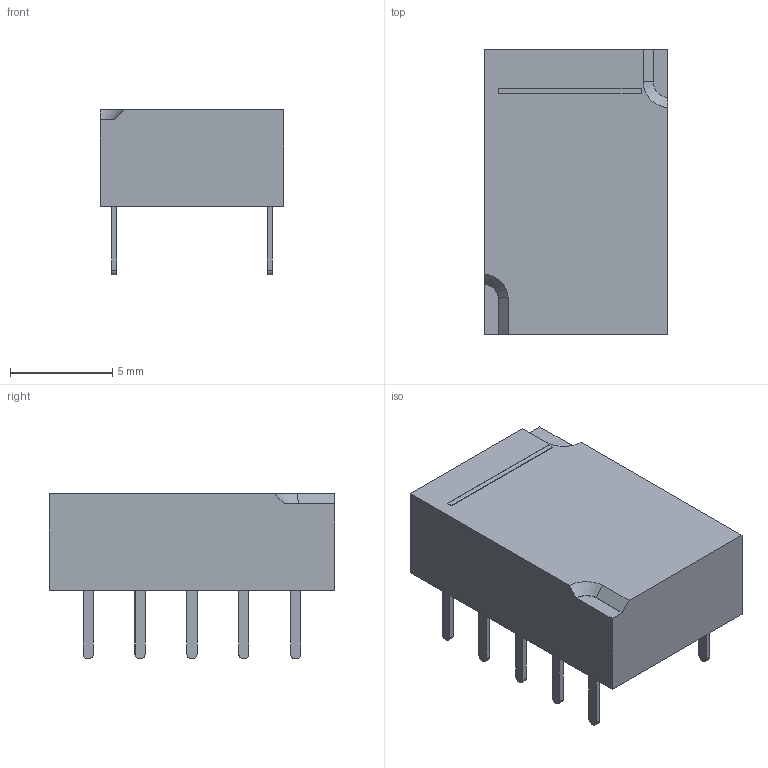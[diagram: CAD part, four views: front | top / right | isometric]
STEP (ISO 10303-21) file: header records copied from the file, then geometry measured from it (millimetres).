
FILE_DESCRIPTION(('FreeCAD Model'),'2;1');
FILE_NAME( 'Relay_DPDT_FRT5.step', '2018-01-09T20:52:53',('kicad StepUp'),('ksu MCAD'), 'Open CASCADE STEP processor 6.8','FreeCAD','Unknown');
FILE_SCHEMA(('AUTOMOTIVE_DESIGN_CC2 { 1 2 10303 214 -1 1 5 4 }'));
Length unit declared in the file: millimetre
Products named in the file (1): Relay_DPDT_FRT5
Bounding box: 9 x 14 x 8.13 mm (x, y, z)
Volume: 600.4 mm3; surface area: 517.9 mm2
Topology: 1 solids, 1 shells, 91 faces, 232 edges, 154 vertices
Faces by surface type: plane 67, cylinder 22, cone 2
Entity records: 2054 total; most frequent: ORIENTED_EDGE 402, CARTESIAN_POINT 333, EDGE_CURVE 232, LINE 184, VERTEX_POINT 154, AXIS2_PLACEMENT_3D 139, FACE_BOUND 102, EDGE_LOOP 102
